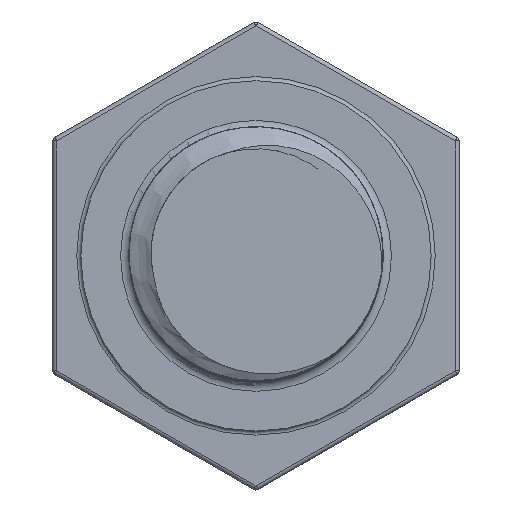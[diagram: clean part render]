
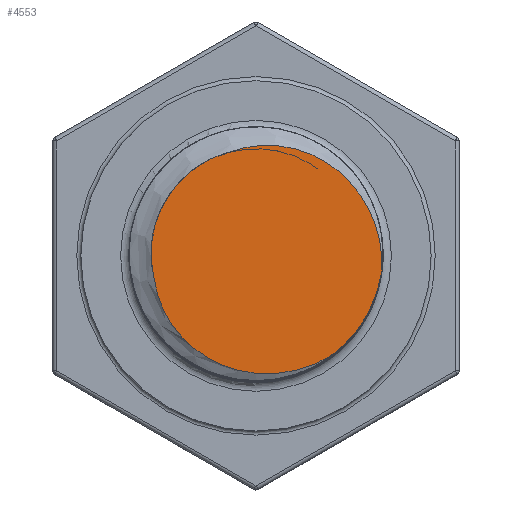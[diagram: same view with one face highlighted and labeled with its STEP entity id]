
A CAD part, top view. The second image highlights one B-rep face of the part: STEP entity #4553.
In plain terms, the highlighted planar face has unit normal (0, 0, 1).
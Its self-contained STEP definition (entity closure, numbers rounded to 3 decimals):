
#877=CARTESIAN_POINT('',(-0.53,1.998,28.5));
#878=VERTEX_POINT('',#877);
#879=CARTESIAN_POINT('',(2.476,-0.342,28.5));
#880=VERTEX_POINT('',#879);
#881=CARTESIAN_POINT('',(-0.53,1.998,28.5));
#882=CARTESIAN_POINT('',(-0.506,2.007,28.5));
#883=CARTESIAN_POINT('',(-0.482,2.016,28.5));
#884=CARTESIAN_POINT('',(-0.457,2.024,28.5));
#885=CARTESIAN_POINT('',(0.07,2.203,28.5));
#886=CARTESIAN_POINT('',(0.665,2.16,28.5));
#887=CARTESIAN_POINT('',(1.167,1.919,28.5));
#888=CARTESIAN_POINT('',(1.733,1.646,28.5));
#889=CARTESIAN_POINT('',(2.173,1.126,28.5));
#890=CARTESIAN_POINT('',(2.365,0.527,28.5));
#891=CARTESIAN_POINT('',(2.455,0.247,28.5));
#892=CARTESIAN_POINT('',(2.49,-0.047,28.5));
#893=CARTESIAN_POINT('',(2.475,-0.342,28.5));
#894=B_SPLINE_CURVE_WITH_KNOTS('',3,(#881,#882,#883,#884,#885,#886,#887,#888,#889,#890,#891,#892,#893),.UNSPECIFIED.,.F.,.U.,(4,3,3,3,4),(-0.454,-0.446,-0.278,-0.088,0.0),.UNSPECIFIED.);
#895=EDGE_CURVE('',#878,#880,#894,.T.);
#2366=CARTESIAN_POINT('',(1.507,-1.995,28.5));
#2367=VERTEX_POINT('',#2366);
#2368=CARTESIAN_POINT('',(2.476,-0.342,28.5));
#2369=CARTESIAN_POINT('',(2.387,-0.993,28.5));
#2370=CARTESIAN_POINT('',(2.031,-1.6,28.5));
#2371=CARTESIAN_POINT('',(1.508,-1.996,28.5));
#2372=B_SPLINE_CURVE_WITH_KNOTS('',3,(#2368,#2369,#2370,#2371),.UNSPECIFIED.,.F.,.U.,(4,4),(-0.197,0.0),.UNSPECIFIED.);
#2373=EDGE_CURVE('',#880,#2367,#2372,.T.);
#3945=CARTESIAN_POINT('',(-2.003,-0.512,28.5));
#3946=VERTEX_POINT('',#3945);
#3947=CARTESIAN_POINT('',(1.507,-1.995,28.5));
#3948=CARTESIAN_POINT('',(0.963,-2.335,28.5));
#3949=CARTESIAN_POINT('',(0.283,-2.454,28.5));
#3950=CARTESIAN_POINT('',(-0.338,-2.302,28.5));
#3951=CARTESIAN_POINT('',(-0.916,-2.161,28.5));
#3952=CARTESIAN_POINT('',(-1.436,-1.784,28.5));
#3953=CARTESIAN_POINT('',(-1.737,-1.271,28.5));
#3954=CARTESIAN_POINT('',(-1.873,-1.038,28.5));
#3955=CARTESIAN_POINT('',(-1.963,-0.78,28.5));
#3956=CARTESIAN_POINT('',(-2.001,-0.512,28.5));
#3957=B_SPLINE_CURVE_WITH_KNOTS('',3,(#3947,#3948,#3949,#3950,#3951,#3952,#3953,#3954,#3955,#3956),.UNSPECIFIED.,.F.,.U.,(4,3,3,4),(-0.532,-0.34,-0.161,-0.08),.UNSPECIFIED.);
#3958=EDGE_CURVE('',#2367,#3946,#3957,.T.);
#4536=CARTESIAN_POINT('',(0.0,0.0,28.5));
#4537=DIRECTION('',(0.0,0.0,-1.0));
#4538=DIRECTION('',(-1.0,0.0,0.0));
#4539=AXIS2_PLACEMENT_3D('',#4536,#4537,#4538);
#4540=PLANE('',#4539);
#4541=CARTESIAN_POINT('',(0.0,0.0,28.5));
#4542=DIRECTION('',(0.0,0.0,-1.0));
#4543=DIRECTION('',(-1.0,0.0,0.0));
#4544=AXIS2_PLACEMENT_3D('',#4541,#4542,#4543);
#4545=CIRCLE('',#4544,2.067);
#4546=EDGE_CURVE('',#3946,#878,#4545,.T.);
#4547=ORIENTED_EDGE('',*,*,#4546,.F.);
#4548=ORIENTED_EDGE('',*,*,#3958,.F.);
#4549=ORIENTED_EDGE('',*,*,#2373,.F.);
#4550=ORIENTED_EDGE('',*,*,#895,.F.);
#4551=EDGE_LOOP('',(#4547,#4548,#4549,#4550));
#4552=FACE_OUTER_BOUND('',#4551,.T.);
#4553=ADVANCED_FACE('',(#4552),#4540,.F.);
